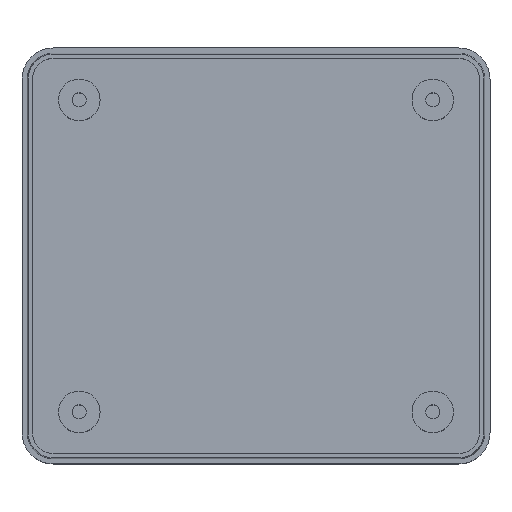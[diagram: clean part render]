
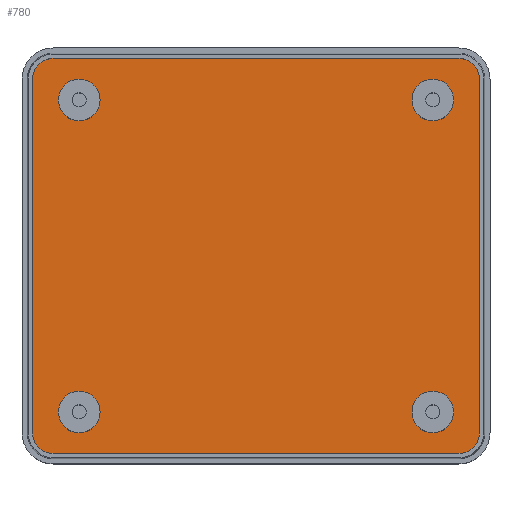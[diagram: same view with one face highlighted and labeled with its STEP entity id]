
A CAD part, top view. The second image highlights one B-rep face of the part: STEP entity #780.
In plain terms, the highlighted planar face has unit normal (0, 0, 1).
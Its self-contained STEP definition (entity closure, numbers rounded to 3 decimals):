
#39=FACE_BOUND('',#239,.T.);
#40=FACE_BOUND('',#240,.T.);
#41=FACE_BOUND('',#241,.T.);
#42=FACE_BOUND('',#242,.T.);
#49=LINE('',#1212,#117);
#50=LINE('',#1216,#118);
#51=LINE('',#1220,#119);
#52=LINE('',#1223,#120);
#117=VECTOR('',#951,10.);
#118=VECTOR('',#954,10.);
#119=VECTOR('',#957,10.);
#120=VECTOR('',#960,10.);
#186=FACE_OUTER_BOUND('',#238,.T.);
#238=EDGE_LOOP('',(#528,#529,#530,#531,#532,#533,#534,#535));
#239=EDGE_LOOP('',(#536));
#240=EDGE_LOOP('',(#537));
#241=EDGE_LOOP('',(#538));
#242=EDGE_LOOP('',(#539));
#300=CIRCLE('',#848,4.);
#301=CIRCLE('',#849,4.);
#302=CIRCLE('',#850,4.);
#303=CIRCLE('',#851,4.);
#304=CIRCLE('',#852,4.);
#305=CIRCLE('',#853,4.);
#306=CIRCLE('',#854,4.);
#307=CIRCLE('',#855,4.);
#344=VERTEX_POINT('',#1208);
#345=VERTEX_POINT('',#1209);
#346=VERTEX_POINT('',#1211);
#347=VERTEX_POINT('',#1213);
#348=VERTEX_POINT('',#1215);
#349=VERTEX_POINT('',#1217);
#350=VERTEX_POINT('',#1219);
#351=VERTEX_POINT('',#1221);
#352=VERTEX_POINT('',#1224);
#353=VERTEX_POINT('',#1226);
#354=VERTEX_POINT('',#1228);
#355=VERTEX_POINT('',#1230);
#416=EDGE_CURVE('',#344,#345,#300,.F.);
#417=EDGE_CURVE('',#345,#346,#49,.F.);
#418=EDGE_CURVE('',#347,#346,#301,.F.);
#419=EDGE_CURVE('',#347,#348,#50,.F.);
#420=EDGE_CURVE('',#348,#349,#302,.F.);
#421=EDGE_CURVE('',#349,#350,#51,.F.);
#422=EDGE_CURVE('',#351,#350,#303,.F.);
#423=EDGE_CURVE('',#344,#351,#52,.F.);
#424=EDGE_CURVE('',#352,#352,#304,.T.);
#425=EDGE_CURVE('',#353,#353,#305,.T.);
#426=EDGE_CURVE('',#354,#354,#306,.T.);
#427=EDGE_CURVE('',#355,#355,#307,.T.);
#528=ORIENTED_EDGE('',*,*,#416,.T.);
#529=ORIENTED_EDGE('',*,*,#417,.T.);
#530=ORIENTED_EDGE('',*,*,#418,.F.);
#531=ORIENTED_EDGE('',*,*,#419,.T.);
#532=ORIENTED_EDGE('',*,*,#420,.T.);
#533=ORIENTED_EDGE('',*,*,#421,.T.);
#534=ORIENTED_EDGE('',*,*,#422,.F.);
#535=ORIENTED_EDGE('',*,*,#423,.F.);
#536=ORIENTED_EDGE('',*,*,#424,.F.);
#537=ORIENTED_EDGE('',*,*,#425,.T.);
#538=ORIENTED_EDGE('',*,*,#426,.F.);
#539=ORIENTED_EDGE('',*,*,#427,.T.);
#752=PLANE('',#847);
#780=ADVANCED_FACE('',(#186,#39,#40,#41,#42),#752,.T.);
#847=AXIS2_PLACEMENT_3D('',#1207,#947,#948);
#848=AXIS2_PLACEMENT_3D('',#1210,#949,#950);
#849=AXIS2_PLACEMENT_3D('',#1214,#952,#953);
#850=AXIS2_PLACEMENT_3D('',#1218,#955,#956);
#851=AXIS2_PLACEMENT_3D('',#1222,#958,#959);
#852=AXIS2_PLACEMENT_3D('',#1225,#961,#962);
#853=AXIS2_PLACEMENT_3D('',#1227,#963,#964);
#854=AXIS2_PLACEMENT_3D('',#1229,#965,#966);
#855=AXIS2_PLACEMENT_3D('',#1231,#967,#968);
#947=DIRECTION('center_axis',(0.,0.,1.));
#948=DIRECTION('ref_axis',(1.,0.,0.));
#949=DIRECTION('center_axis',(0.,0.,-1.));
#950=DIRECTION('ref_axis',(-0.707,0.707,0.));
#951=DIRECTION('',(0.,1.,0.));
#952=DIRECTION('center_axis',(0.,0.,1.));
#953=DIRECTION('ref_axis',(-0.707,-0.707,0.));
#954=DIRECTION('',(-1.,0.,0.));
#955=DIRECTION('center_axis',(0.,0.,-1.));
#956=DIRECTION('ref_axis',(0.707,-0.707,0.));
#957=DIRECTION('',(0.,-1.,0.));
#958=DIRECTION('center_axis',(0.,0.,1.));
#959=DIRECTION('ref_axis',(0.707,0.707,0.));
#960=DIRECTION('',(-1.,0.,0.));
#961=DIRECTION('center_axis',(0.,0.,1.));
#962=DIRECTION('ref_axis',(1.,0.,0.));
#963=DIRECTION('center_axis',(0.,0.,-1.));
#964=DIRECTION('ref_axis',(-1.,0.,0.));
#965=DIRECTION('center_axis',(0.,0.,1.));
#966=DIRECTION('ref_axis',(-1.,0.,0.));
#967=DIRECTION('center_axis',(0.,0.,-1.));
#968=DIRECTION('ref_axis',(1.,0.,0.));
#1207=CARTESIAN_POINT('Origin',(-22.5,20.,2.));
#1208=CARTESIAN_POINT('',(-39.,38.,2.));
#1209=CARTESIAN_POINT('',(-43.,34.,2.));
#1210=CARTESIAN_POINT('Origin',(-39.,34.,2.));
#1211=CARTESIAN_POINT('',(-43.,-34.,2.));
#1212=CARTESIAN_POINT('',(-43.,-30.,2.));
#1213=CARTESIAN_POINT('',(-39.,-38.,2.));
#1214=CARTESIAN_POINT('Origin',(-39.,-34.,2.));
#1215=CARTESIAN_POINT('',(39.,-38.,2.));
#1216=CARTESIAN_POINT('',(-11.25,-38.,2.));
#1217=CARTESIAN_POINT('',(43.,-34.,2.));
#1218=CARTESIAN_POINT('Origin',(39.,-34.,2.));
#1219=CARTESIAN_POINT('',(43.,34.,2.));
#1220=CARTESIAN_POINT('',(43.,30.,2.));
#1221=CARTESIAN_POINT('',(39.,38.,2.));
#1222=CARTESIAN_POINT('Origin',(39.,34.,2.));
#1223=CARTESIAN_POINT('',(-11.25,38.,2.));
#1224=CARTESIAN_POINT('',(-38.,-30.,2.));
#1225=CARTESIAN_POINT('Origin',(-34.,-30.,2.));
#1226=CARTESIAN_POINT('',(38.,-30.,2.));
#1227=CARTESIAN_POINT('Origin',(34.,-30.,2.));
#1228=CARTESIAN_POINT('',(38.,30.,2.));
#1229=CARTESIAN_POINT('Origin',(34.,30.,2.));
#1230=CARTESIAN_POINT('',(-38.,30.,2.));
#1231=CARTESIAN_POINT('Origin',(-34.,30.,2.));
